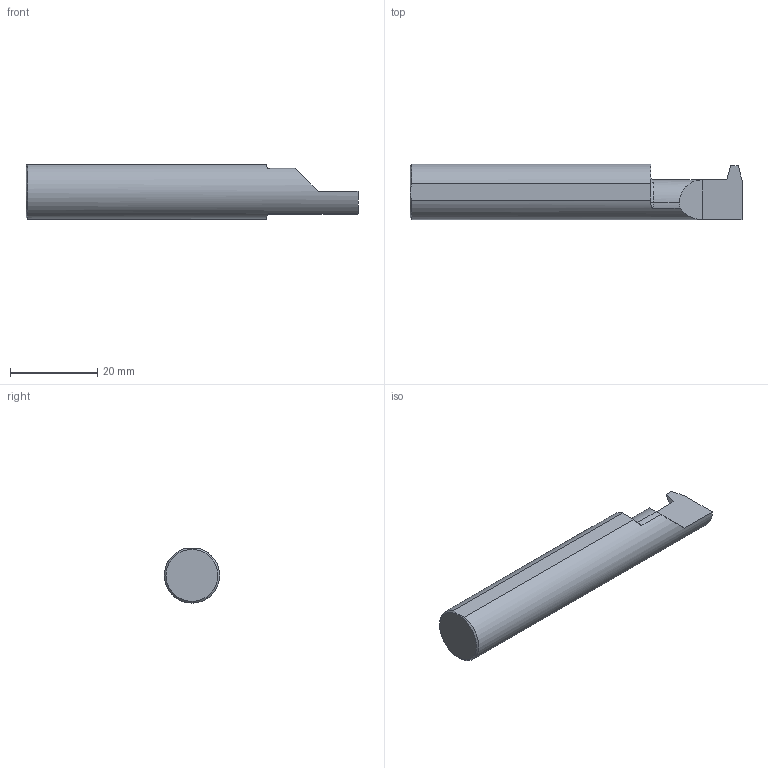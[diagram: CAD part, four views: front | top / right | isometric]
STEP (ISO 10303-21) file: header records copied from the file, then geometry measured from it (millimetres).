
FILE_DESCRIPTION (( 'STEP AP203' ), '1' );
FILE_NAME ('231090-FAT490750-5.STEP', '2024-05-24T15:41:46', ( '' ), ( '' ), 'SwSTEP 2.0', 'SolidWorks 2022', '' );
FILE_SCHEMA (( 'CONFIG_CONTROL_DESIGN' ));
Length unit declared in the file: inch
Products named in the file (1): 231090-FAT490750-5
Bounding box: 76.2 x 12.68 x 12.41 mm (x, y, z)
Volume: 8126.3 mm3; surface area: 3031.8 mm2
Topology: 1 solids, 1 shells, 28 faces, 71 edges, 45 vertices
Faces by surface type: plane 19, cylinder 4, torus 3, cone 2
Entity records: 933 total; most frequent: CARTESIAN_POINT 196, ORIENTED_EDGE 142, DIRECTION 133, EDGE_CURVE 71, AXIS2_PLACEMENT_3D 46, VERTEX_POINT 45, VECTOR 41, LINE 41
